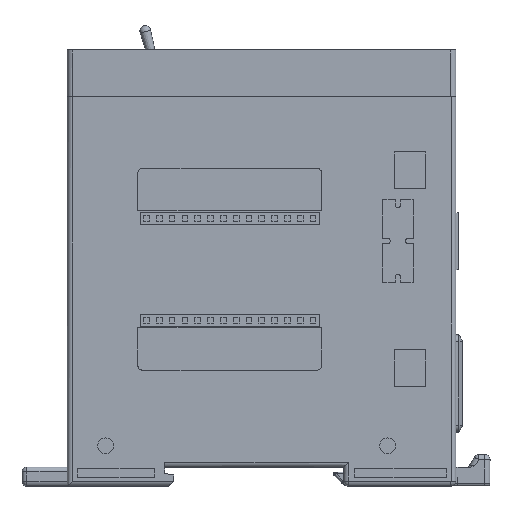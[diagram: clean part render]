
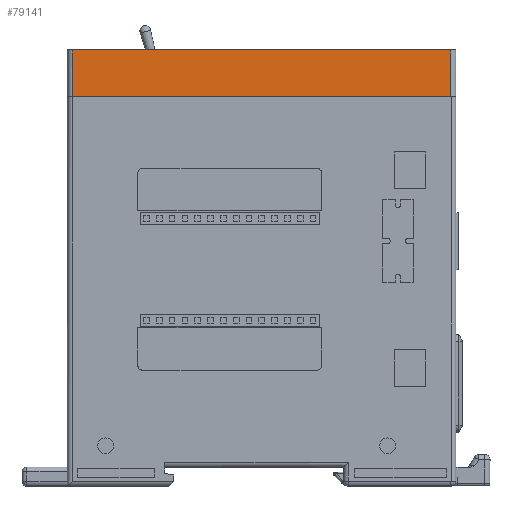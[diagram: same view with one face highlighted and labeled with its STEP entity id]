
A CAD part, left-side view. The second image highlights one B-rep face of the part: STEP entity #79141.
In plain terms, the highlighted planar face has unit normal (-1, 0, 0).
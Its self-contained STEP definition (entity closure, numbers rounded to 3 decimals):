
#417 = FACE_OUTER_BOUND ( 'NONE', #10643, .T. ) ;
#10643 = EDGE_LOOP ( 'NONE', ( #58545, #110380, #148239, #68945 ) ) ;
#10934 = LINE ( 'NONE', #154360, #40946 ) ;
#18740 = DIRECTION ( 'NONE',  ( 1., 0., 0. ) ) ;
#20986 = DIRECTION ( 'NONE',  ( 0., 0., -1. ) ) ;
#23498 = EDGE_CURVE ( 'NONE', #120162, #114068, #10934, .T. ) ;
#24780 = VECTOR ( 'NONE', #88911, 1000. ) ;
#30298 = CARTESIAN_POINT ( 'NONE',  ( -12.955, -43.908, -0.3 ) ) ;
#30810 = DIRECTION ( 'NONE',  ( 0., 0., -1. ) ) ;
#40946 = VECTOR ( 'NONE', #82584, 1000. ) ;
#46126 = CARTESIAN_POINT ( 'NONE',  ( -12.955, -43.908, -9.175 ) ) ;
#51591 = CARTESIAN_POINT ( 'NONE',  ( -12.955, -42.908, 0.1 ) ) ;
#55524 = CARTESIAN_POINT ( 'NONE',  ( -12.955, 32.092, -9.175 ) ) ;
#57397 = EDGE_CURVE ( 'NONE', #103652, #120162, #103421, .T. ) ;
#58102 = DIRECTION ( 'NONE',  ( 0., 1., 0. ) ) ;
#58206 = VECTOR ( 'NONE', #58102, 1000. ) ;
#58545 = ORIENTED_EDGE ( 'NONE', *, *, #148419, .F. ) ;
#60518 = EDGE_CURVE ( 'NONE', #124523, #103652, #82521, .T. ) ;
#68945 = ORIENTED_EDGE ( 'NONE', *, *, #60518, .F. ) ;
#77948 = CARTESIAN_POINT ( 'NONE',  ( -12.955, 32.092, -0.3 ) ) ;
#79141 = ADVANCED_FACE ( 'NONE', ( #417 ), #137525, .F. ) ;
#82521 = LINE ( 'NONE', #46126, #58206 ) ;
#82584 = DIRECTION ( 'NONE',  ( 0., -1., 0. ) ) ;
#88911 = DIRECTION ( 'NONE',  ( 0., 0., 1. ) ) ;
#102946 = VECTOR ( 'NONE', #20986, 1000. ) ;
#103421 = LINE ( 'NONE', #77948, #24780 ) ;
#103652 = VERTEX_POINT ( 'NONE', #55524 ) ;
#110380 = ORIENTED_EDGE ( 'NONE', *, *, #23498, .F. ) ;
#113913 = CARTESIAN_POINT ( 'NONE',  ( -12.955, -42.908, -9.175 ) ) ;
#114068 = VERTEX_POINT ( 'NONE', #51591 ) ;
#120162 = VERTEX_POINT ( 'NONE', #120310 ) ;
#120310 = CARTESIAN_POINT ( 'NONE',  ( -12.955, 32.092, 0.1 ) ) ;
#124523 = VERTEX_POINT ( 'NONE', #113913 ) ;
#129294 = LINE ( 'NONE', #130260, #102946 ) ;
#130260 = CARTESIAN_POINT ( 'NONE',  ( -12.955, -42.908, -0.3 ) ) ;
#137525 = PLANE ( 'NONE',  #140450 ) ;
#140450 = AXIS2_PLACEMENT_3D ( 'NONE', #30298, #18740, #30810 ) ;
#148239 = ORIENTED_EDGE ( 'NONE', *, *, #57397, .F. ) ;
#148419 = EDGE_CURVE ( 'NONE', #114068, #124523, #129294, .T. ) ;
#154360 = CARTESIAN_POINT ( 'NONE',  ( -12.955, -43.908, 0.1 ) ) ;
